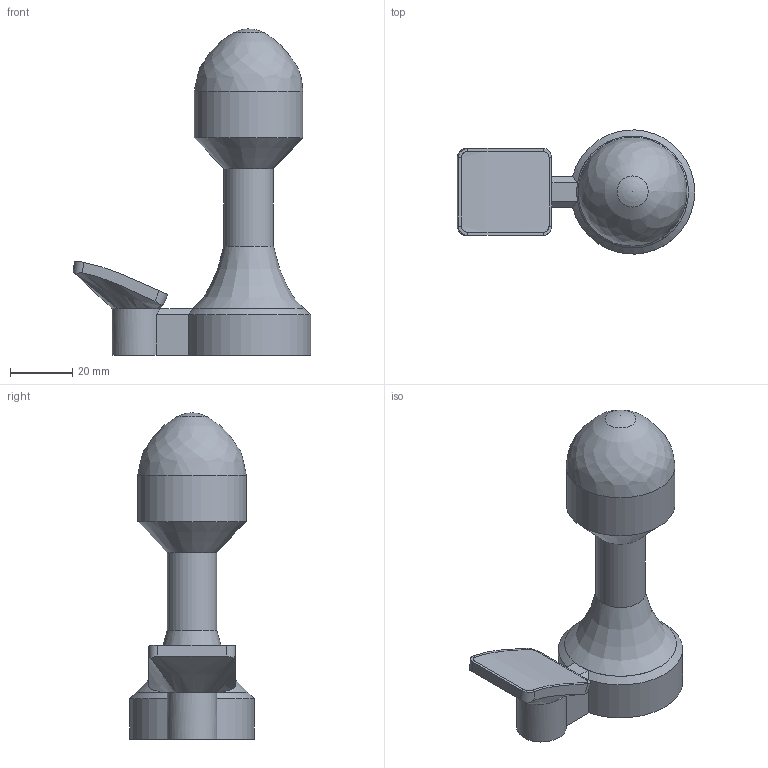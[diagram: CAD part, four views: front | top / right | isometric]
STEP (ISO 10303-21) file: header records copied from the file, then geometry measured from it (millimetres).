
FILE_DESCRIPTION(/* description */ ('STEP AP242 Edition 2','CAx-IF Rec.Pracs.---Representation and Presentation of Product Manufacturing Information (PMI)---4.0---2014-10-13','CAx-IF Rec.Pracs.---3D Tessellated Geometry---0.4---2014-09-14','2;1','CAx-IF Rec.Pracs.---User Defined Attributes---1.5---2016-08-15'),/* implementation_level */ '2;1');
FILE_NAME(/* name */ '695ec46f58878a72ec78339b',/* time_stamp */ '2026-01-07T20:39:11Z',/* author */ (''),/* organization */ (''),/* preprocessor_version */ 'ST-DEVELOPER v20',/* originating_system */ 'ONSHAPE BY PTC INC, 1.208',/* authorisation */ ' ');
FILE_SCHEMA (('AP242_MANAGED_MODEL_BASED_3D_ENGINEERING_MIM_LF { 1 0 10303 442 3 1 4 }'));
Length unit declared in the file: metre
Products named in the file (6): Base Insulator; Insulator shaft; Head; Base; Perinium Insulator; Perinium Pad
Bounding box: 76.44 x 39.97 x 105 mm (x, y, z)
Volume: 73385.9 mm3; surface area: 31152.3 mm2
Topology: 6 solids, 7 shells, 118 faces, 274 edges, 175 vertices
Faces by surface type: plane 55, cylinder 37, bspline 22, cone 4
Full cylindrical faces by diameter (mm): 1.5 x1, 2.4 x3, 4.15 x3, 10 x2, 14 x2, 16 x1, 20 x2, 35 x1, 36 x2
Entity records: 4596 total; most frequent: CARTESIAN_POINT 2034, ORIENTED_EDGE 482, DIRECTION 450, EDGE_CURVE 241, AXIS2_PLACEMENT_3D 175, VERTEX_POINT 166, FACE_BOUND 157, EDGE_LOOP 156
